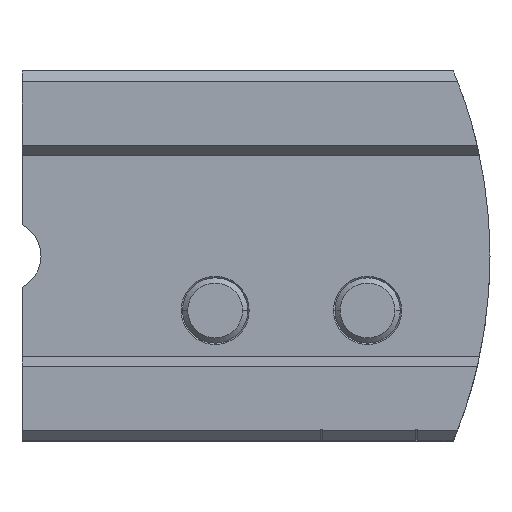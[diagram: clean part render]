
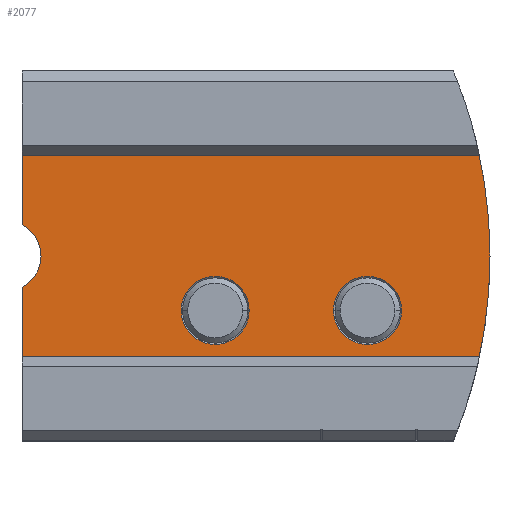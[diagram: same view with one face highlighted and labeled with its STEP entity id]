
A CAD part, top view. The second image highlights one B-rep face of the part: STEP entity #2077.
In plain terms, the highlighted planar face has unit normal (0, 0, 1).
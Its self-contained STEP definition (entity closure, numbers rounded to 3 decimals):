
#819=VERTEX_POINT('NONE',#2271);
#877=EDGE_CURVE('NONE',#2185,#1479,#2336,.T.);
#935=VERTEX_POINT('NONE',#2396);
#1307=VERTEX_POINT('NONE',#2798);
#1325=EDGE_CURVE('NONE',#2185,#2061,#2818,.T.);
#1479=VERTEX_POINT('NONE',#2988);
#1511=EDGE_CURVE('NONE',#1573,#2115,#3025,.T.);
#1573=VERTEX_POINT('NONE',#3093);
#1575=VERTEX_POINT('NONE',#3095);
#1671=EDGE_CURVE('NONE',#1935,#2151,#3205,.T.);
#1703=EDGE_CURVE('NONE',#819,#1479,#3245,.T.);
#1705=EDGE_CURVE('NONE',#2061,#2151,#3247,.T.);
#1739=EDGE_CURVE('NONE',#2165,#1307,#3288,.T.);
#1935=VERTEX_POINT('NONE',#3507);
#1979=EDGE_CURVE('NONE',#2115,#1573,#3554,.T.);
#2017=EDGE_CURVE('NONE',#1575,#935,#3596,.T.);
#2051=EDGE_CURVE('NONE',#1307,#819,#3631,.T.);
#2061=VERTEX_POINT('NONE',#3643);
#2077=ADVANCED_FACE('NONE',(#3659,#3660,#3661),#3662,.T.);
#2113=EDGE_CURVE('NONE',#935,#1575,#3706,.T.);
#2115=VERTEX_POINT('NONE',#3708);
#2125=EDGE_CURVE('NONE',#1935,#2165,#3719,.T.);
#2151=VERTEX_POINT('NONE',#3747);
#2165=VERTEX_POINT('NONE',#3762);
#2185=VERTEX_POINT('NONE',#3782);
#2271=CARTESIAN_POINT('',(0.,5.766,25.0));
#2336=LINE('',#4013,#4014);
#2396=CARTESIAN_POINT('',(41.75,-10.,25.0));
#2798=CARTESIAN_POINT('',(3.5,0.,25.0));
#2818=CIRCLE('',#4802,88.9);
#2988=CARTESIAN_POINT('',(0.,19.977,25.0));
#3025=CIRCLE('',#5116,6.25);
#3093=CARTESIAN_POINT('',(69.75,-10.,25.0));
#3095=CARTESIAN_POINT('',(29.25,-10.,25.0));
#3205=LINE('',#5389,#5390);
#3245=LINE('',#5438,#5439);
#3247=CIRCLE('',#5442,88.9);
#3288=CIRCLE('',#5502,6.5);
#3507=CARTESIAN_POINT('',(0.,-19.977,25.0));
#3554=CIRCLE('',#5917,6.25);
#3596=CIRCLE('',#5982,6.25);
#3631=CIRCLE('',#6039,6.5);
#3643=CARTESIAN_POINT('',(86.0,0.,25.0));
#3659=FACE_OUTER_BOUND('',#6077,.T.);
#3660=FACE_BOUND('',#6078,.T.);
#3661=FACE_BOUND('',#6079,.T.);
#3662=PLANE('',#6080);
#3706=CIRCLE('',#6137,6.25);
#3708=CARTESIAN_POINT('',(57.25,-10.,25.0));
#3719=LINE('',#6155,#6156);
#3747=CARTESIAN_POINT('',(83.726,-19.977,25.0));
#3762=CARTESIAN_POINT('',(0.,-5.766,25.0));
#3782=CARTESIAN_POINT('',(83.726,19.977,25.0));
#4013=CARTESIAN_POINT('',(0.,19.977,25.0));
#4014=VECTOR('',#6396,1000.0);
#4802=AXIS2_PLACEMENT_3D('',#6887,#6888,#6889);
#5116=AXIS2_PLACEMENT_3D('',#7138,#7139,#7140);
#5389=CARTESIAN_POINT('',(90.0,-19.977,25.0));
#5390=VECTOR('',#7359,1000.0);
#5438=CARTESIAN_POINT('',(0.,-23.191,25.0));
#5439=VECTOR('',#7431,1000.0);
#5442=AXIS2_PLACEMENT_3D('',#7432,#7433,#7434);
#5502=AXIS2_PLACEMENT_3D('',#7518,#7519,#7520);
#5917=AXIS2_PLACEMENT_3D('',#7808,#7809,#7810);
#5982=AXIS2_PLACEMENT_3D('',#7857,#7858,#7859);
#6039=AXIS2_PLACEMENT_3D('',#7885,#7886,#7887);
#6077=EDGE_LOOP('',(#7916,#7917,#7918,#7919,#7920,#7921,#7922,#7923));
#6078=EDGE_LOOP('',(#7924,#7925));
#6079=EDGE_LOOP('',(#7926,#7927));
#6080=AXIS2_PLACEMENT_3D('',#7928,#7929,#7930);
#6137=AXIS2_PLACEMENT_3D('',#7993,#7994,#7995);
#6155=CARTESIAN_POINT('',(0.,-23.191,25.0));
#6156=VECTOR('',#8007,1000.0);
#6396=DIRECTION('',(-1.0,0.,0.0));
#6887=CARTESIAN_POINT('',(-2.9,0.,25.0));
#6888=DIRECTION('',(0.,0.,-1.0));
#6889=DIRECTION('',(0.,1.0,0.));
#7138=CARTESIAN_POINT('',(63.5,-10.,25.0));
#7139=DIRECTION('',(0.,0.,1.0));
#7140=DIRECTION('',(0.,1.0,0.));
#7359=DIRECTION('',(1.0,0.,0.0));
#7431=DIRECTION('',(0.,1.0,0.));
#7432=CARTESIAN_POINT('',(-2.9,0.,25.0));
#7433=DIRECTION('',(0.,0.,-1.0));
#7434=DIRECTION('',(0.,1.0,0.));
#7518=CARTESIAN_POINT('',(-3.0,0.,25.0));
#7519=DIRECTION('',(0.,0.,1.0));
#7520=DIRECTION('',(0.,1.0,0.));
#7808=CARTESIAN_POINT('',(63.5,-10.,25.0));
#7809=DIRECTION('',(0.,0.,1.0));
#7810=DIRECTION('',(0.,1.0,0.));
#7857=CARTESIAN_POINT('',(35.5,-10.,25.0));
#7858=DIRECTION('',(0.,0.,1.0));
#7859=DIRECTION('',(0.,1.0,0.));
#7885=CARTESIAN_POINT('',(-3.0,0.,25.0));
#7886=DIRECTION('',(0.,0.,1.0));
#7887=DIRECTION('',(0.,1.0,0.));
#7916=ORIENTED_EDGE('',*,*,#1703,.F.);
#7917=ORIENTED_EDGE('',*,*,#2051,.F.);
#7918=ORIENTED_EDGE('',*,*,#1739,.F.);
#7919=ORIENTED_EDGE('',*,*,#2125,.F.);
#7920=ORIENTED_EDGE('',*,*,#1671,.T.);
#7921=ORIENTED_EDGE('',*,*,#1705,.F.);
#7922=ORIENTED_EDGE('',*,*,#1325,.F.);
#7923=ORIENTED_EDGE('',*,*,#877,.T.);
#7924=ORIENTED_EDGE('',*,*,#1979,.F.);
#7925=ORIENTED_EDGE('',*,*,#1511,.F.);
#7926=ORIENTED_EDGE('',*,*,#2017,.F.);
#7927=ORIENTED_EDGE('',*,*,#2113,.F.);
#7928=CARTESIAN_POINT('',(90.0,-23.191,25.0));
#7929=DIRECTION('',(0.,0.,1.0));
#7930=DIRECTION('',(0.,-1.0,0.));
#7993=CARTESIAN_POINT('',(35.5,-10.,25.0));
#7994=DIRECTION('',(0.,0.,1.0));
#7995=DIRECTION('',(0.,1.0,0.));
#8007=DIRECTION('',(0.,1.0,0.));
